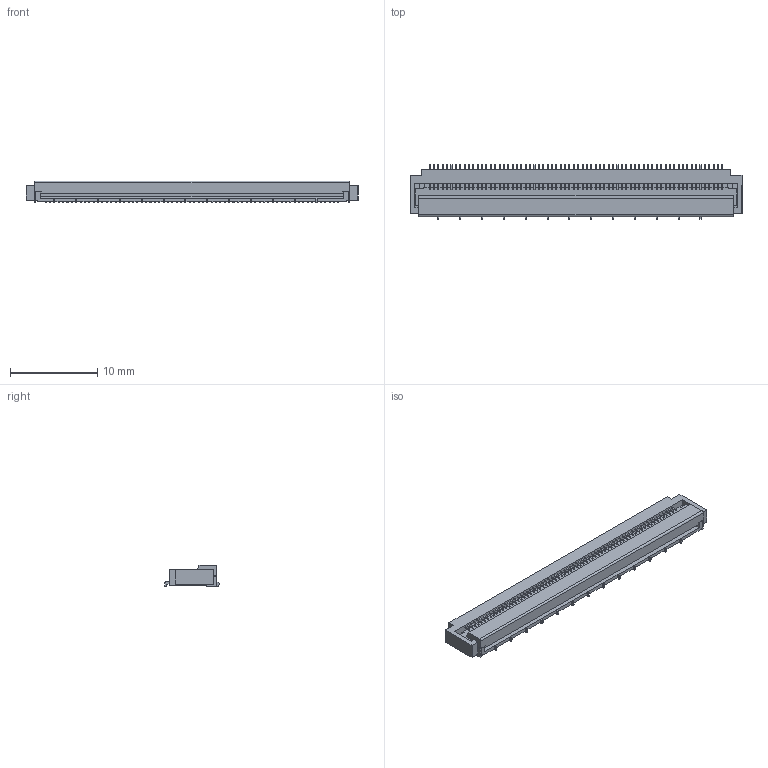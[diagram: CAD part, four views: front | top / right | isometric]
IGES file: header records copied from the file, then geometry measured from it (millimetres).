
Start section: Elysium IGES Interface
Global section: file name: FH41-68S-05SH.igs; native system: CoCreate Modeling 17.0  01-Apr-2010; preprocessor: CoCreate IGES_3D V2.2; author: Unknown; organization: Unknown; date: 20110216.132711; units: millimetre
Bounding box: 38 x 6.25 x 2.5 mm (x, y, z)
Surface area: 1070.1 mm2 (no closed solid volume)
Topology: 0 solids, 0 shells, 1498 faces, 9042 edges, 9042 vertices
Faces by surface type: plane 1110, bspline 388
